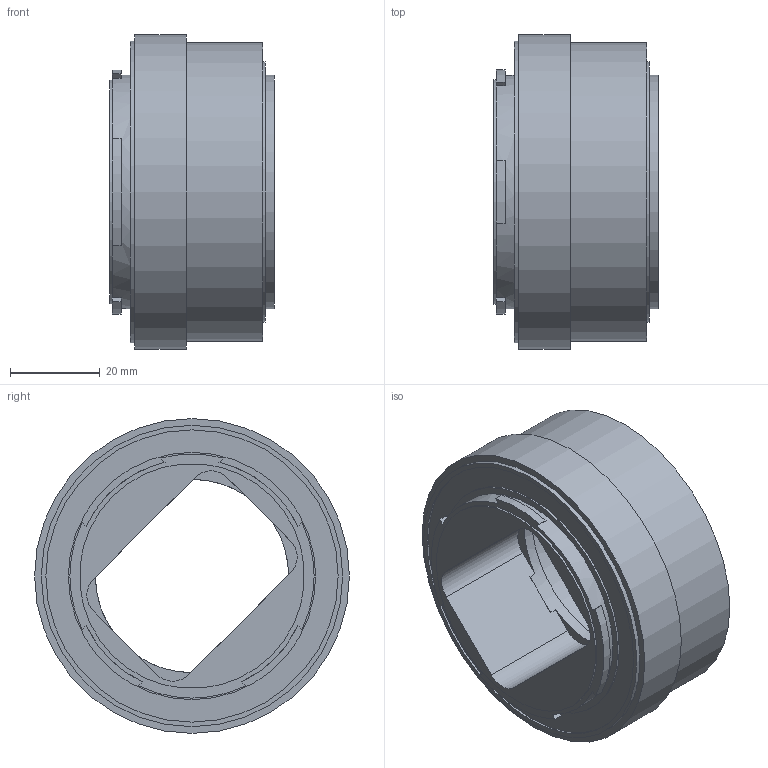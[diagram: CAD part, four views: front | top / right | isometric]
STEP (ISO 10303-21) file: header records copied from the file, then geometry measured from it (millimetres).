
FILE_DESCRIPTION(/* description */ ('Unknown'),/* implementation_level */ '2;1');
FILE_NAME(/* name */ 'Batyi_prototípus',/* time_stamp */ '2023-12-06T09:42:50+01:00',/* author */ ('Unknown'),/* organization */ ('Unknown'),/* preprocessor_version */ 'ST-DEVELOPER v18.102',/* originating_system */ 'Solid Edge',/* authorisation */ 'Unknown');
FILE_SCHEMA (('AUTOMOTIVE_DESIGN {1 0 10303 214 3 1 1}'));
Length unit declared in the file: millimetre
Products named in the file (1): Batyi_prototípus
Bounding box: 36.5 x 70 x 70 mm (x, y, z)
Volume: 70656.4 mm3; surface area: 18489.8 mm2
Topology: 1 solids, 1 shells, 69 faces, 166 edges, 111 vertices
Faces by surface type: plane 47, cylinder 22
Full cylindrical faces by diameter (mm): 43 x1, 47 x1, 50 x1, 52 x2, 55 x1, 58 x1, 65 x1, 66.5 x1, 67 x1, 70 x1
Entity records: 1984 total; most frequent: DIRECTION 356, CARTESIAN_POINT 330, ORIENTED_EDGE 304, EDGE_CURVE 152, AXIS2_PLACEMENT_3D 134, VERTEX_POINT 108, EDGE_LOOP 94, FACE_BOUND 94
